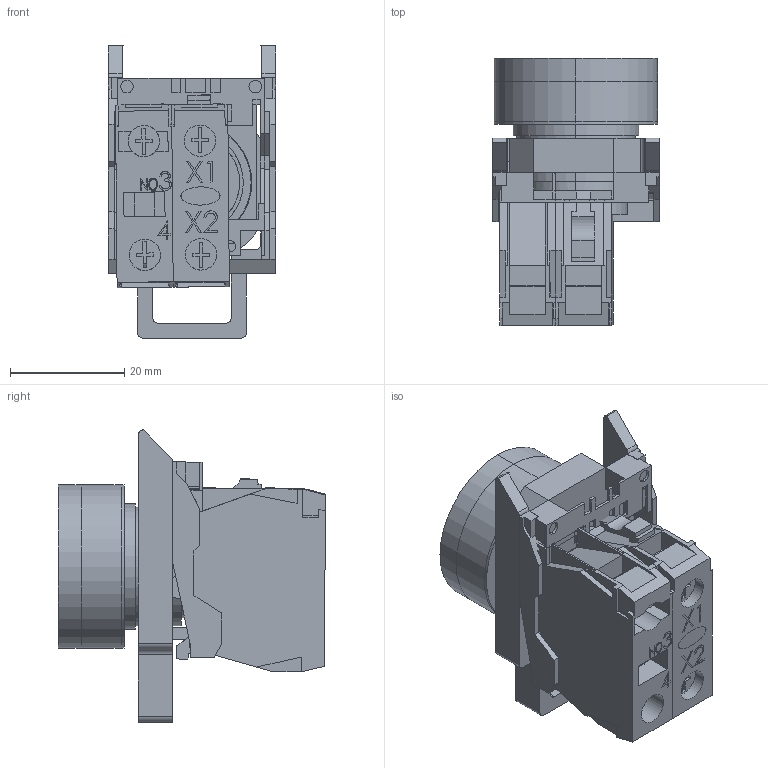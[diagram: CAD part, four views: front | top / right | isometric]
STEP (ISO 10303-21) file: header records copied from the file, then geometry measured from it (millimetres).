
FILE_DESCRIPTION (( 'STEP AP214' ), '1' );
FILE_NAME ('Reset With Housing.STEP', '2019-09-13T14:32:29', ( '' ), ( '' ), 'SwSTEP 2.0', 'SolidWorks 2017', '' );
FILE_SCHEMA (( 'AUTOMOTIVE_DESIGN' ));
Length unit declared in the file: millimetre
Products named in the file (5): Reset With Housing; Button Housing [ZB4BZ102]; Reset Button [ZB4BW353]; NO Contact [ZBE-101]; Yellow LED [ZBV B5]
Assembly tree (4 placements, depth 2):
  Reset With Housing
    Button Housing [ZB4BZ102]
    NO Contact [ZBE-101]
    Yellow LED [ZBV B5]
    Reset Button [ZB4BW353]
Bounding box: 29.28 x 46.81 x 51.21 mm (x, y, z)
Volume: 27906.8 mm3; surface area: 20344.4 mm2
Topology: 14 solids, 15 shells, 715 faces, 1962 edges, 1287 vertices
Faces by surface type: plane 616, cylinder 69, bspline 30
Entity records: 27487 total; most frequent: CARTESIAN_POINT 5874, ORIENTED_EDGE 3924, DIRECTION 3440, EDGE_CURVE 1962, LINE 1742, VECTOR 1742, VERTEX_POINT 1287, AXIS2_PLACEMENT_3D 849
